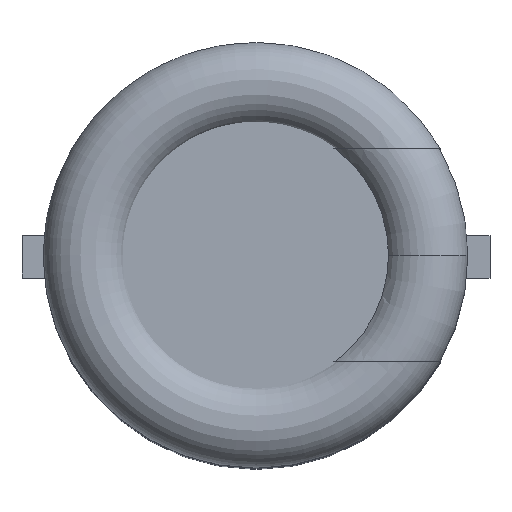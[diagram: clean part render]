
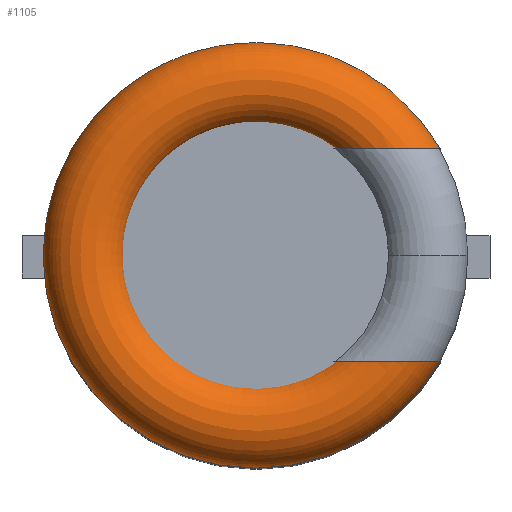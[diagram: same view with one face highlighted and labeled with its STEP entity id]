
A CAD part, top view. The second image highlights one B-rep face of the part: STEP entity #1105.
In plain terms, the highlighted toroidal (fillet/blend) face has major radius 2 mm and minor radius 0.5 mm.
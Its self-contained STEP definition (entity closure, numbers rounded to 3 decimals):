
#1105 = ADVANCED_FACE('',(#1106),#1274,.T.);
#1106 = FACE_BOUND('',#1107,.T.);
#1107 = EDGE_LOOP('',(#1108,#1147,#1156,#1193,#1230,#1239));
#1108 = ORIENTED_EDGE('',*,*,#1109,.F.);
#1109 = EDGE_CURVE('',#1110,#1112,#1114,.T.);
#1110 = VERTEX_POINT('',#1111);
#1111 = CARTESIAN_POINT('',(2.165,1.25,10.5));
#1112 = VERTEX_POINT('',#1113);
#1113 = CARTESIAN_POINT('',(1.561,1.25,11.));
#1114 = B_SPLINE_CURVE_WITH_KNOTS('',7,(#1115,#1116,#1117,#1118,#1119,
    #1120,#1121,#1122,#1123,#1124,#1125,#1126,#1127,#1128,#1129,#1130,
    #1131,#1132,#1133,#1134,#1135,#1136,#1137,#1138,#1139,#1140,#1141,
    #1142,#1143,#1144,#1145,#1146),.UNSPECIFIED.,.F.,.F.,(8,6,6,6,6,8),(
    0.,0.274,0.397,0.659,0.874,1.),
  .UNSPECIFIED.);
#1115 = CARTESIAN_POINT('',(2.165,1.25,10.5));
#1116 = CARTESIAN_POINT('',(2.165,1.25,10.565));
#1117 = CARTESIAN_POINT('',(2.154,1.25,10.629));
#1118 = CARTESIAN_POINT('',(2.131,1.25,10.692));
#1119 = CARTESIAN_POINT('',(2.098,1.25,10.75));
#1120 = CARTESIAN_POINT('',(2.055,1.25,10.804));
#1121 = CARTESIAN_POINT('',(2.004,1.25,10.851));
#1122 = CARTESIAN_POINT('',(1.92,1.25,10.907));
#1123 = CARTESIAN_POINT('',(1.893,1.25,10.923));
#1124 = CARTESIAN_POINT('',(1.865,1.25,10.938));
#1125 = CARTESIAN_POINT('',(1.835,1.25,10.951));
#1126 = CARTESIAN_POINT('',(1.804,1.25,10.962));
#1127 = CARTESIAN_POINT('',(1.773,1.25,10.971));
#1128 = CARTESIAN_POINT('',(1.672,1.25,10.996));
#1129 = CARTESIAN_POINT('',(1.6,1.25,11.005));
#1130 = CARTESIAN_POINT('',(1.526,1.25,11.006));
#1131 = CARTESIAN_POINT('',(1.451,1.25,10.999));
#1132 = CARTESIAN_POINT('',(1.377,1.25,10.985));
#1133 = CARTESIAN_POINT('',(1.304,1.25,10.964));
#1134 = CARTESIAN_POINT('',(1.177,1.25,10.915));
#1135 = CARTESIAN_POINT('',(1.122,1.25,10.888));
#1136 = CARTESIAN_POINT('',(1.07,1.25,10.857));
#1137 = CARTESIAN_POINT('',(1.02,1.25,10.823));
#1138 = CARTESIAN_POINT('',(0.975,1.25,10.785));
#1139 = CARTESIAN_POINT('',(0.935,1.25,10.743));
#1140 = CARTESIAN_POINT('',(0.882,1.25,10.673));
#1141 = CARTESIAN_POINT('',(0.865,1.25,10.646));
#1142 = CARTESIAN_POINT('',(0.851,1.25,10.618));
#1143 = CARTESIAN_POINT('',(0.84,1.25,10.589));
#1144 = CARTESIAN_POINT('',(0.833,1.25,10.559));
#1145 = CARTESIAN_POINT('',(0.829,1.25,10.53));
#1146 = CARTESIAN_POINT('',(0.829,1.25,10.5));
#1147 = ORIENTED_EDGE('',*,*,#1148,.T.);
#1148 = EDGE_CURVE('',#1110,#1149,#1151,.T.);
#1149 = VERTEX_POINT('',#1150);
#1150 = CARTESIAN_POINT('',(2.165,-1.25,10.5));
#1151 = CIRCLE('',#1152,2.5);
#1152 = AXIS2_PLACEMENT_3D('',#1153,#1154,#1155);
#1153 = CARTESIAN_POINT('',(0.,0.,10.5));
#1154 = DIRECTION('',(0.,0.,1.));
#1155 = DIRECTION('',(1.,0.,0.));
#1156 = ORIENTED_EDGE('',*,*,#1157,.T.);
#1157 = EDGE_CURVE('',#1149,#1158,#1160,.T.);
#1158 = VERTEX_POINT('',#1159);
#1159 = CARTESIAN_POINT('',(1.561,-1.25,11.));
#1160 = B_SPLINE_CURVE_WITH_KNOTS('',7,(#1161,#1162,#1163,#1164,#1165,
    #1166,#1167,#1168,#1169,#1170,#1171,#1172,#1173,#1174,#1175,#1176,
    #1177,#1178,#1179,#1180,#1181,#1182,#1183,#1184,#1185,#1186,#1187,
    #1188,#1189,#1190,#1191,#1192),.UNSPECIFIED.,.F.,.F.,(8,6,6,6,6,8),(
    0.,0.274,0.397,0.659,0.874,1.),
  .UNSPECIFIED.);
#1161 = CARTESIAN_POINT('',(2.165,-1.25,10.5));
#1162 = CARTESIAN_POINT('',(2.165,-1.25,10.565));
#1163 = CARTESIAN_POINT('',(2.154,-1.25,10.629));
#1164 = CARTESIAN_POINT('',(2.131,-1.25,10.692));
#1165 = CARTESIAN_POINT('',(2.098,-1.25,10.75));
#1166 = CARTESIAN_POINT('',(2.055,-1.25,10.804));
#1167 = CARTESIAN_POINT('',(2.004,-1.25,10.851));
#1168 = CARTESIAN_POINT('',(1.92,-1.25,10.907));
#1169 = CARTESIAN_POINT('',(1.893,-1.25,10.923));
#1170 = CARTESIAN_POINT('',(1.865,-1.25,10.938));
#1171 = CARTESIAN_POINT('',(1.835,-1.25,10.951));
#1172 = CARTESIAN_POINT('',(1.804,-1.25,10.962));
#1173 = CARTESIAN_POINT('',(1.773,-1.25,10.971));
#1174 = CARTESIAN_POINT('',(1.672,-1.25,10.996));
#1175 = CARTESIAN_POINT('',(1.6,-1.25,11.005));
#1176 = CARTESIAN_POINT('',(1.526,-1.25,11.006));
#1177 = CARTESIAN_POINT('',(1.451,-1.25,10.999));
#1178 = CARTESIAN_POINT('',(1.377,-1.25,10.985));
#1179 = CARTESIAN_POINT('',(1.304,-1.25,10.964));
#1180 = CARTESIAN_POINT('',(1.177,-1.25,10.915));
#1181 = CARTESIAN_POINT('',(1.122,-1.25,10.888));
#1182 = CARTESIAN_POINT('',(1.07,-1.25,10.857));
#1183 = CARTESIAN_POINT('',(1.02,-1.25,10.823));
#1184 = CARTESIAN_POINT('',(0.975,-1.25,10.785));
#1185 = CARTESIAN_POINT('',(0.935,-1.25,10.743));
#1186 = CARTESIAN_POINT('',(0.882,-1.25,10.673));
#1187 = CARTESIAN_POINT('',(0.865,-1.25,10.646));
#1188 = CARTESIAN_POINT('',(0.851,-1.25,10.618));
#1189 = CARTESIAN_POINT('',(0.84,-1.25,10.589));
#1190 = CARTESIAN_POINT('',(0.833,-1.25,10.559));
#1191 = CARTESIAN_POINT('',(0.829,-1.25,10.53));
#1192 = CARTESIAN_POINT('',(0.829,-1.25,10.5));
#1193 = ORIENTED_EDGE('',*,*,#1194,.T.);
#1194 = EDGE_CURVE('',#1158,#1195,#1197,.T.);
#1195 = VERTEX_POINT('',#1196);
#1196 = CARTESIAN_POINT('',(0.829,-1.25,10.5));
#1197 = B_SPLINE_CURVE_WITH_KNOTS('',7,(#1198,#1199,#1200,#1201,#1202,
    #1203,#1204,#1205,#1206,#1207,#1208,#1209,#1210,#1211,#1212,#1213,
    #1214,#1215,#1216,#1217,#1218,#1219,#1220,#1221,#1222,#1223,#1224,
    #1225,#1226,#1227,#1228,#1229),.UNSPECIFIED.,.F.,.F.,(8,6,6,6,6,8),(
    0.,0.274,0.397,0.659,0.874,1.),
  .UNSPECIFIED.);
#1198 = CARTESIAN_POINT('',(2.165,-1.25,10.5));
#1199 = CARTESIAN_POINT('',(2.165,-1.25,10.565));
#1200 = CARTESIAN_POINT('',(2.154,-1.25,10.629));
#1201 = CARTESIAN_POINT('',(2.131,-1.25,10.692));
#1202 = CARTESIAN_POINT('',(2.098,-1.25,10.75));
#1203 = CARTESIAN_POINT('',(2.055,-1.25,10.804));
#1204 = CARTESIAN_POINT('',(2.004,-1.25,10.851));
#1205 = CARTESIAN_POINT('',(1.92,-1.25,10.907));
#1206 = CARTESIAN_POINT('',(1.893,-1.25,10.923));
#1207 = CARTESIAN_POINT('',(1.865,-1.25,10.938));
#1208 = CARTESIAN_POINT('',(1.835,-1.25,10.951));
#1209 = CARTESIAN_POINT('',(1.804,-1.25,10.962));
#1210 = CARTESIAN_POINT('',(1.773,-1.25,10.971));
#1211 = CARTESIAN_POINT('',(1.672,-1.25,10.996));
#1212 = CARTESIAN_POINT('',(1.6,-1.25,11.005));
#1213 = CARTESIAN_POINT('',(1.526,-1.25,11.006));
#1214 = CARTESIAN_POINT('',(1.451,-1.25,10.999));
#1215 = CARTESIAN_POINT('',(1.377,-1.25,10.985));
#1216 = CARTESIAN_POINT('',(1.304,-1.25,10.964));
#1217 = CARTESIAN_POINT('',(1.177,-1.25,10.915));
#1218 = CARTESIAN_POINT('',(1.122,-1.25,10.888));
#1219 = CARTESIAN_POINT('',(1.07,-1.25,10.857));
#1220 = CARTESIAN_POINT('',(1.02,-1.25,10.823));
#1221 = CARTESIAN_POINT('',(0.975,-1.25,10.785));
#1222 = CARTESIAN_POINT('',(0.935,-1.25,10.743));
#1223 = CARTESIAN_POINT('',(0.882,-1.25,10.673));
#1224 = CARTESIAN_POINT('',(0.865,-1.25,10.646));
#1225 = CARTESIAN_POINT('',(0.851,-1.25,10.618));
#1226 = CARTESIAN_POINT('',(0.84,-1.25,10.589));
#1227 = CARTESIAN_POINT('',(0.833,-1.25,10.559));
#1228 = CARTESIAN_POINT('',(0.829,-1.25,10.53));
#1229 = CARTESIAN_POINT('',(0.829,-1.25,10.5));
#1230 = ORIENTED_EDGE('',*,*,#1231,.F.);
#1231 = EDGE_CURVE('',#1232,#1195,#1234,.T.);
#1232 = VERTEX_POINT('',#1233);
#1233 = CARTESIAN_POINT('',(0.829,1.25,10.5));
#1234 = CIRCLE('',#1235,1.5);
#1235 = AXIS2_PLACEMENT_3D('',#1236,#1237,#1238);
#1236 = CARTESIAN_POINT('',(0.,0.,10.5));
#1237 = DIRECTION('',(0.,0.,1.));
#1238 = DIRECTION('',(1.,0.,0.));
#1239 = ORIENTED_EDGE('',*,*,#1240,.F.);
#1240 = EDGE_CURVE('',#1112,#1232,#1241,.T.);
#1241 = B_SPLINE_CURVE_WITH_KNOTS('',7,(#1242,#1243,#1244,#1245,#1246,
    #1247,#1248,#1249,#1250,#1251,#1252,#1253,#1254,#1255,#1256,#1257,
    #1258,#1259,#1260,#1261,#1262,#1263,#1264,#1265,#1266,#1267,#1268,
    #1269,#1270,#1271,#1272,#1273),.UNSPECIFIED.,.F.,.F.,(8,6,6,6,6,8),(
    0.,0.274,0.397,0.659,0.874,1.),
  .UNSPECIFIED.);
#1242 = CARTESIAN_POINT('',(2.165,1.25,10.5));
#1243 = CARTESIAN_POINT('',(2.165,1.25,10.565));
#1244 = CARTESIAN_POINT('',(2.154,1.25,10.629));
#1245 = CARTESIAN_POINT('',(2.131,1.25,10.692));
#1246 = CARTESIAN_POINT('',(2.098,1.25,10.75));
#1247 = CARTESIAN_POINT('',(2.055,1.25,10.804));
#1248 = CARTESIAN_POINT('',(2.004,1.25,10.851));
#1249 = CARTESIAN_POINT('',(1.92,1.25,10.907));
#1250 = CARTESIAN_POINT('',(1.893,1.25,10.923));
#1251 = CARTESIAN_POINT('',(1.865,1.25,10.938));
#1252 = CARTESIAN_POINT('',(1.835,1.25,10.951));
#1253 = CARTESIAN_POINT('',(1.804,1.25,10.962));
#1254 = CARTESIAN_POINT('',(1.773,1.25,10.971));
#1255 = CARTESIAN_POINT('',(1.672,1.25,10.996));
#1256 = CARTESIAN_POINT('',(1.6,1.25,11.005));
#1257 = CARTESIAN_POINT('',(1.526,1.25,11.006));
#1258 = CARTESIAN_POINT('',(1.451,1.25,10.999));
#1259 = CARTESIAN_POINT('',(1.377,1.25,10.985));
#1260 = CARTESIAN_POINT('',(1.304,1.25,10.964));
#1261 = CARTESIAN_POINT('',(1.177,1.25,10.915));
#1262 = CARTESIAN_POINT('',(1.122,1.25,10.888));
#1263 = CARTESIAN_POINT('',(1.07,1.25,10.857));
#1264 = CARTESIAN_POINT('',(1.02,1.25,10.823));
#1265 = CARTESIAN_POINT('',(0.975,1.25,10.785));
#1266 = CARTESIAN_POINT('',(0.935,1.25,10.743));
#1267 = CARTESIAN_POINT('',(0.882,1.25,10.673));
#1268 = CARTESIAN_POINT('',(0.865,1.25,10.646));
#1269 = CARTESIAN_POINT('',(0.851,1.25,10.618));
#1270 = CARTESIAN_POINT('',(0.84,1.25,10.589));
#1271 = CARTESIAN_POINT('',(0.833,1.25,10.559));
#1272 = CARTESIAN_POINT('',(0.829,1.25,10.53));
#1273 = CARTESIAN_POINT('',(0.829,1.25,10.5));
#1274 = TOROIDAL_SURFACE('',#1275,2.,0.5);
#1275 = AXIS2_PLACEMENT_3D('',#1276,#1277,#1278);
#1276 = CARTESIAN_POINT('',(0.,0.,10.5));
#1277 = DIRECTION('',(0.,0.,1.));
#1278 = DIRECTION('',(1.,0.,0.));
